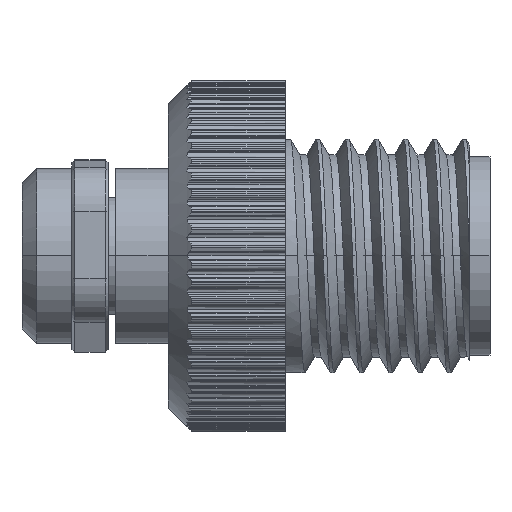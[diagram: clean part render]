
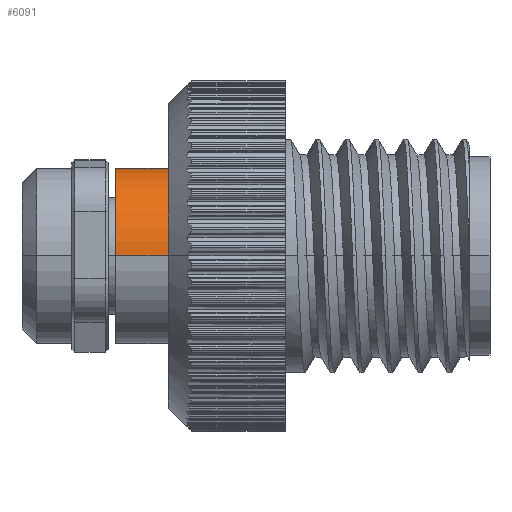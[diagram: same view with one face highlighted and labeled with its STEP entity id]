
A CAD part, top view. The second image highlights one B-rep face of the part: STEP entity #6091.
In plain terms, the highlighted cylindrical face has radius 3 mm (diameter 6 mm), a partial arc.
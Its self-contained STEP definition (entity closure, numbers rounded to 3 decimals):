
#9 = LINE ( 'NONE', #856, #13284 ) ;
#856 = CARTESIAN_POINT ( 'NONE',  ( -11.215, -0.543, 19. ) ) ;
#1110 = EDGE_CURVE ( 'NONE', #2440, #17469, #8116, .T. ) ;
#1642 = CARTESIAN_POINT ( 'NONE',  ( -8.015, -0.543, 13. ) ) ;
#2440 = VERTEX_POINT ( 'NONE', #1642 ) ;
#2855 = CYLINDRICAL_SURFACE ( 'NONE', #18289, 3. ) ;
#3140 = EDGE_CURVE ( 'NONE', #19352, #4001, #15465, .T. ) ;
#4001 = VERTEX_POINT ( 'NONE', #11002 ) ;
#6091 = ADVANCED_FACE ( 'NONE', ( #17918 ), #2855, .T. ) ;
#8116 = CIRCLE ( 'NONE', #14483, 3. ) ;
#8574 = CARTESIAN_POINT ( 'NONE',  ( -8.015, -0.543, 19. ) ) ;
#8591 = EDGE_LOOP ( 'NONE', ( #11912, #14827, #22561, #16311 ) ) ;
#10293 = DIRECTION ( 'NONE',  ( -1., 0., 0. ) ) ;
#11002 = CARTESIAN_POINT ( 'NONE',  ( -6.215, -0.543, 13. ) ) ;
#11727 = EDGE_CURVE ( 'NONE', #19352, #17469, #9, .T. ) ;
#11912 = ORIENTED_EDGE ( 'NONE', *, *, #3140, .T. ) ;
#12046 = LINE ( 'NONE', #13418, #21307 ) ;
#12466 = AXIS2_PLACEMENT_3D ( 'NONE', #24129, #24109, #24105 ) ;
#12540 = DIRECTION ( 'NONE',  ( 0., 0., 1. ) ) ;
#12600 = CARTESIAN_POINT ( 'NONE',  ( -11.215, -0.543, 16. ) ) ;
#12919 = DIRECTION ( 'NONE',  ( -1., 0., 0. ) ) ;
#13284 = VECTOR ( 'NONE', #10293, 1000. ) ;
#13418 = CARTESIAN_POINT ( 'NONE',  ( -11.215, -0.543, 13. ) ) ;
#13806 = EDGE_CURVE ( 'NONE', #4001, #2440, #12046, .T. ) ;
#14483 = AXIS2_PLACEMENT_3D ( 'NONE', #19222, #19194, #19166 ) ;
#14827 = ORIENTED_EDGE ( 'NONE', *, *, #13806, .T. ) ;
#15321 = DIRECTION ( 'NONE',  ( -1., 0., 0. ) ) ;
#15465 = CIRCLE ( 'NONE', #12466, 3. ) ;
#15883 = CARTESIAN_POINT ( 'NONE',  ( -6.215, -0.543, 19. ) ) ;
#16311 = ORIENTED_EDGE ( 'NONE', *, *, #11727, .F. ) ;
#17469 = VERTEX_POINT ( 'NONE', #8574 ) ;
#17918 = FACE_OUTER_BOUND ( 'NONE', #8591, .T. ) ;
#18289 = AXIS2_PLACEMENT_3D ( 'NONE', #12600, #12919, #12540 ) ;
#19166 = DIRECTION ( 'NONE',  ( 0., 0., 1. ) ) ;
#19194 = DIRECTION ( 'NONE',  ( 1., 0., 0. ) ) ;
#19222 = CARTESIAN_POINT ( 'NONE',  ( -8.015, -0.543, 16. ) ) ;
#19352 = VERTEX_POINT ( 'NONE', #15883 ) ;
#21307 = VECTOR ( 'NONE', #15321, 1000. ) ;
#22561 = ORIENTED_EDGE ( 'NONE', *, *, #1110, .T. ) ;
#24105 = DIRECTION ( 'NONE',  ( 0., 0., 1. ) ) ;
#24109 = DIRECTION ( 'NONE',  ( -1., 0., 0. ) ) ;
#24129 = CARTESIAN_POINT ( 'NONE',  ( -6.215, -0.543, 16. ) ) ;
